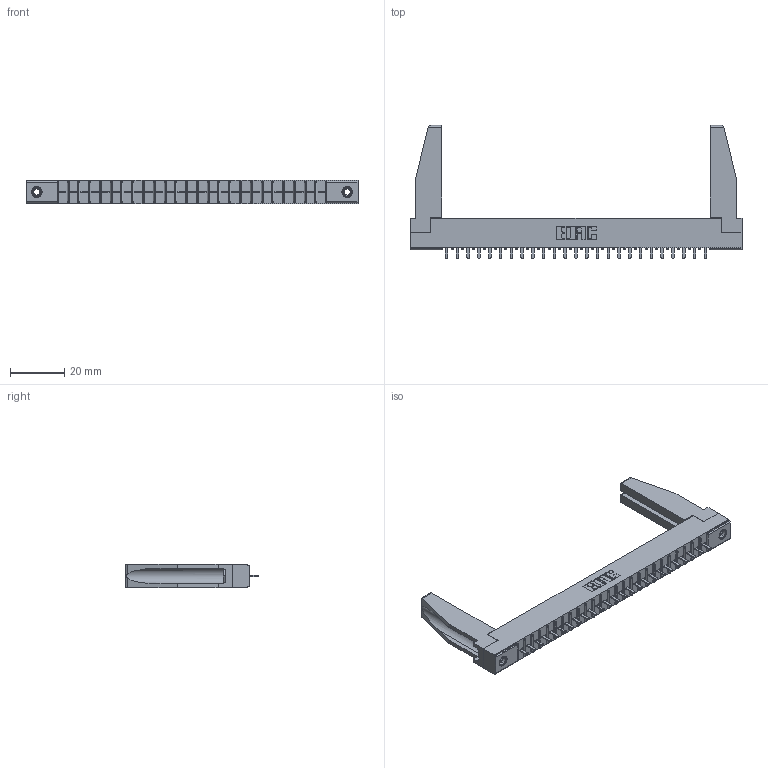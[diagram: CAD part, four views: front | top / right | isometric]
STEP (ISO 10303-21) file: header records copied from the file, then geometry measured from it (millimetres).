
FILE_DESCRIPTION (( 'STEP AP203' ), '1' );
FILE_NAME ('316-025-521-178.STEP', '2018-07-31T02:29:15', ( '' ), ( '' ), 'SwSTEP 2.0', 'SolidWorks 2016', '' );
FILE_SCHEMA (( 'CONFIG_CONTROL_DESIGN' ));
Length unit declared in the file: inch
Products named in the file (5): 306 Part_.156 Dia; 306-290-001_121; 345-250-001_345-250-001-102; 307-220-078; 316-025-521-178
Assembly tree (30 placements, depth 2):
  316-025-521-178
    306 Part_.156 Dia
    306-290-001_121  x25
    345-250-001_345-250-001-102  x2
    307-220-078  x2
Bounding box: 122.07 x 48.92 x 8.71 mm (x, y, z)
Volume: 12327.2 mm3; surface area: 16062.1 mm2
Topology: 30 solids, 30 shells, 1996 faces, 5571 edges, 3570 vertices
Faces by surface type: plane 1327, cylinder 553, sphere 100, cone 12, torus 4
Entity records: 27911 total; most frequent: CARTESIAN_POINT 4684, ORIENTED_EDGE 4600, DIRECTION 4572, EDGE_CURVE 2300, LINE 1792, VECTOR 1792, VERTEX_POINT 1460, AXIS2_PLACEMENT_3D 1390
